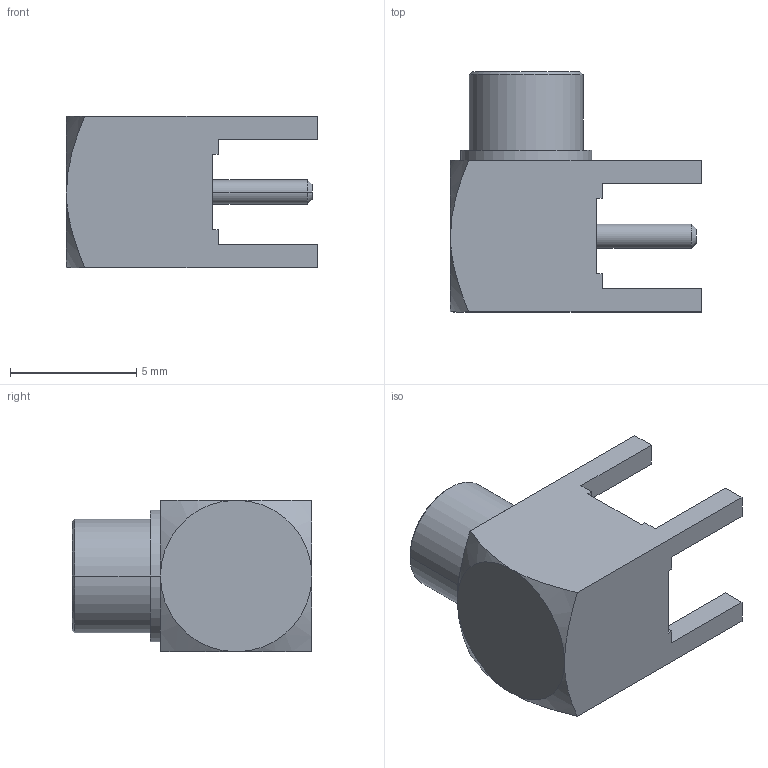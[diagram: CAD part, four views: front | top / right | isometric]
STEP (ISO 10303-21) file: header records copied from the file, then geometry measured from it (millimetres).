
FILE_DESCRIPTION((''),'2;1');
FILE_NAME('MCX6252B1-3GT30G-50_SW0001','2019-12-13T',('Viji'),(''),'CREO PARAMETRIC BY PTC INC, 2018360','CREO PARAMETRIC BY PTC INC, 2018360','');
FILE_SCHEMA(('CONFIG_CONTROL_DESIGN'));
Length unit declared in the file: inch
Products named in the file (1): MCX6252B1-3GT30G-50_SW0001
Bounding box: 9.94 x 9.5 x 6 mm (x, y, z)
Volume: 253.9 mm3; surface area: 390.2 mm2
Topology: 1 solids, 1 shells, 82 faces, 204 edges, 129 vertices
Faces by surface type: plane 44, cone 20, cylinder 18
Entity records: 2544 total; most frequent: CARTESIAN_POINT 529, DIRECTION 416, ORIENTED_EDGE 404, EDGE_CURVE 202, AXIS2_PLACEMENT_3D 144, VERTEX_POINT 129, VECTOR 128, LINE 128
